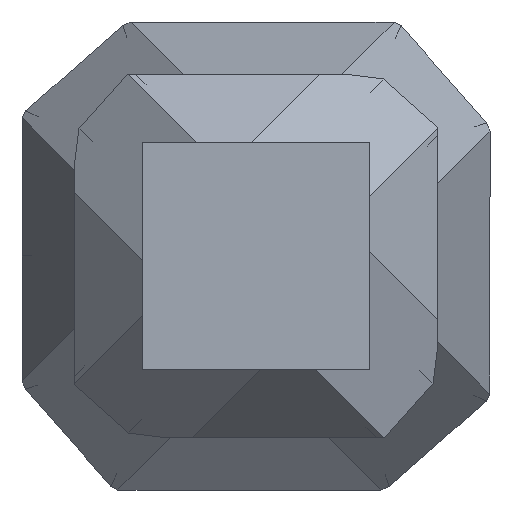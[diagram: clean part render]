
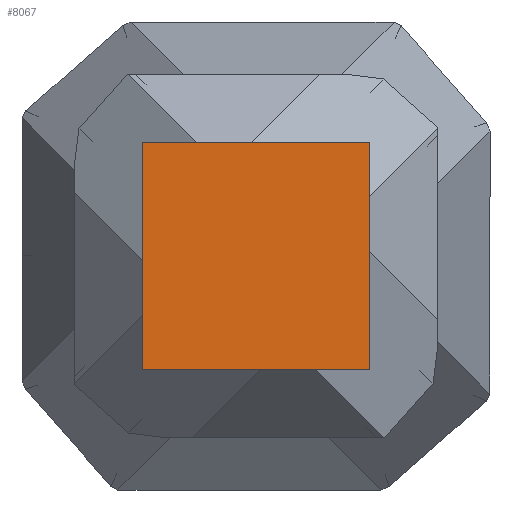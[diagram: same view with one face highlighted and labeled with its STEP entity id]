
A CAD part, front view. The second image highlights one B-rep face of the part: STEP entity #8067.
In plain terms, the highlighted planar face has unit normal (0, -1, 0).
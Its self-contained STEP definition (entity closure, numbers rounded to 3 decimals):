
#833 = DIRECTION ( 'NONE',  ( 0., 1., 0. ) ) ;
#1043 = VECTOR ( 'NONE', #16010, 1000. ) ;
#1472 = VERTEX_POINT ( 'NONE', #4339 ) ;
#2394 = DIRECTION ( 'NONE',  ( 1., 0., 0. ) ) ;
#2942 = CARTESIAN_POINT ( 'NONE',  ( -12.5, -740., -12.5 ) ) ;
#3013 = EDGE_CURVE ( 'NONE', #5546, #11354, #16607, .T. ) ;
#3301 = ORIENTED_EDGE ( 'NONE', *, *, #9660, .F. ) ;
#3313 = DIRECTION ( 'NONE',  ( 0., 0., 1. ) ) ;
#4339 = CARTESIAN_POINT ( 'NONE',  ( -12.5, -740., 12.5 ) ) ;
#4389 = VERTEX_POINT ( 'NONE', #2942 ) ;
#4729 = EDGE_LOOP ( 'NONE', ( #14490, #13777, #17860, #3301 ) ) ;
#5251 = CARTESIAN_POINT ( 'NONE',  ( 12.5, -740., -12.5 ) ) ;
#5546 = VERTEX_POINT ( 'NONE', #13745 ) ;
#6019 = AXIS2_PLACEMENT_3D ( 'NONE', #17607, #833, #17346 ) ;
#6056 = CARTESIAN_POINT ( 'NONE',  ( -12.5, -740., 12.5 ) ) ;
#6573 = VECTOR ( 'NONE', #3313, 1000. ) ;
#7344 = LINE ( 'NONE', #12195, #16644 ) ;
#8067 = ADVANCED_FACE ( 'NONE', ( #12314 ), #13229, .F. ) ;
#9660 = EDGE_CURVE ( 'NONE', #11354, #4389, #9876, .T. ) ;
#9784 = LINE ( 'NONE', #6056, #6573 ) ;
#9876 = LINE ( 'NONE', #15037, #10746 ) ;
#10596 = DIRECTION ( 'NONE',  ( -1., 0., 0. ) ) ;
#10746 = VECTOR ( 'NONE', #10596, 1000. ) ;
#11354 = VERTEX_POINT ( 'NONE', #5251 ) ;
#12195 = CARTESIAN_POINT ( 'NONE',  ( 12.5, -740., 12.5 ) ) ;
#12314 = FACE_OUTER_BOUND ( 'NONE', #4729, .T. ) ;
#12620 = EDGE_CURVE ( 'NONE', #4389, #1472, #9784, .T. ) ;
#13229 = PLANE ( 'NONE',  #6019 ) ;
#13745 = CARTESIAN_POINT ( 'NONE',  ( 12.5, -740., 12.5 ) ) ;
#13777 = ORIENTED_EDGE ( 'NONE', *, *, #17911, .F. ) ;
#14490 = ORIENTED_EDGE ( 'NONE', *, *, #3013, .F. ) ;
#15037 = CARTESIAN_POINT ( 'NONE',  ( -12.5, -740., -12.5 ) ) ;
#16010 = DIRECTION ( 'NONE',  ( 0., 0., -1. ) ) ;
#16607 = LINE ( 'NONE', #17166, #1043 ) ;
#16644 = VECTOR ( 'NONE', #2394, 1000. ) ;
#17166 = CARTESIAN_POINT ( 'NONE',  ( 12.5, -740., -12.5 ) ) ;
#17346 = DIRECTION ( 'NONE',  ( 0., 0., 1. ) ) ;
#17607 = CARTESIAN_POINT ( 'NONE',  ( 0., -740., 0. ) ) ;
#17860 = ORIENTED_EDGE ( 'NONE', *, *, #12620, .F. ) ;
#17911 = EDGE_CURVE ( 'NONE', #1472, #5546, #7344, .T. ) ;
